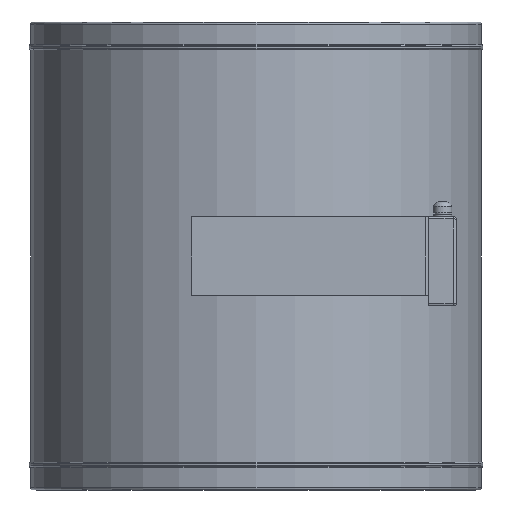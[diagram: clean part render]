
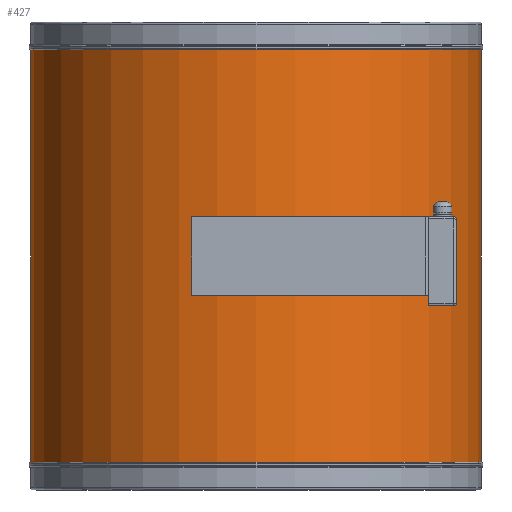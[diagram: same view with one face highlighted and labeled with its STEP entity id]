
A CAD part, front view. The second image highlights one B-rep face of the part: STEP entity #427.
In plain terms, the highlighted cylindrical face has radius 316 mm (diameter 632 mm), a partial arc.
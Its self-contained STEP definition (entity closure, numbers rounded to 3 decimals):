
#198 = VERTEX_POINT ( 'NONE', #2579 ) ;
#199 = VERTEX_POINT ( 'NONE', #2578 ) ;
#201 = EDGE_CURVE ( 'NONE', #199, #217, #2639, .T. ) ;
#204 = EDGE_CURVE ( 'NONE', #198, #216, #2635, .T. ) ;
#216 = VERTEX_POINT ( 'NONE', #2668 ) ;
#217 = VERTEX_POINT ( 'NONE', #2667 ) ;
#426 = EDGE_CURVE ( 'NONE', #199, #198, #3014, .T. ) ;
#427 = ADVANCED_FACE ( 'NONE', ( #3005 ), #3004, .T. ) ;
#428 = EDGE_LOOP ( 'NONE', ( #429, #430, #431, #484 ) ) ;
#429 = ORIENTED_EDGE ( 'NONE', *, *, #201, .F. ) ;
#430 = ORIENTED_EDGE ( 'NONE', *, *, #426, .T. ) ;
#431 = ORIENTED_EDGE ( 'NONE', *, *, #204, .T. ) ;
#484 = ORIENTED_EDGE ( 'NONE', *, *, #485, .F. ) ;
#485 = EDGE_CURVE ( 'NONE', #217, #216, #3051, .T. ) ;
#2578 = CARTESIAN_POINT ( 'NONE',  ( -316., 0., -616. ) ) ;
#2579 = CARTESIAN_POINT ( 'NONE',  ( 316., 0., -616. ) ) ;
#2632 = DIRECTION ( 'NONE',  ( 0., 0., 1. ) ) ;
#2633 = VECTOR ( 'NONE', #2632, 1000. ) ;
#2634 = CARTESIAN_POINT ( 'NONE',  ( 316., 0., 0. ) ) ;
#2635 = LINE ( 'NONE', #2634, #2633 ) ;
#2636 = DIRECTION ( 'NONE',  ( 0., 0., 1. ) ) ;
#2637 = VECTOR ( 'NONE', #2636, 1000. ) ;
#2638 = CARTESIAN_POINT ( 'NONE',  ( -316., 0., 0. ) ) ;
#2639 = LINE ( 'NONE', #2638, #2637 ) ;
#2667 = CARTESIAN_POINT ( 'NONE',  ( -316., 0., -38. ) ) ;
#2668 = CARTESIAN_POINT ( 'NONE',  ( 316., 0., -38. ) ) ;
#2999 = DIRECTION ( 'NONE',  ( 1., 0., 0. ) ) ;
#3000 = DIRECTION ( 'NONE',  ( 0., 0., 1. ) ) ;
#3001 = CARTESIAN_POINT ( 'NONE',  ( 0., 0., 0. ) ) ;
#3002 = AXIS2_PLACEMENT_3D ( 'NONE', #3001, #3000, #2999 ) ;
#3004 = CYLINDRICAL_SURFACE ( 'NONE', #3002, 316. ) ;
#3005 = FACE_OUTER_BOUND ( 'NONE', #428, .T. ) ;
#3006 = DIRECTION ( 'NONE',  ( 1., 0., 0. ) ) ;
#3007 = DIRECTION ( 'NONE',  ( 0., 0., 1. ) ) ;
#3008 = CARTESIAN_POINT ( 'NONE',  ( 0., 0., -616. ) ) ;
#3009 = AXIS2_PLACEMENT_3D ( 'NONE', #3008, #3007, #3006 ) ;
#3014 = CIRCLE ( 'NONE', #3009, 316. ) ;
#3051 = CIRCLE ( 'NONE', #3109, 316. ) ;
#3106 = DIRECTION ( 'NONE',  ( 1., 0., 0. ) ) ;
#3107 = DIRECTION ( 'NONE',  ( 0., 0., 1. ) ) ;
#3108 = CARTESIAN_POINT ( 'NONE',  ( 0., 0., -38. ) ) ;
#3109 = AXIS2_PLACEMENT_3D ( 'NONE', #3108, #3107, #3106 ) ;
